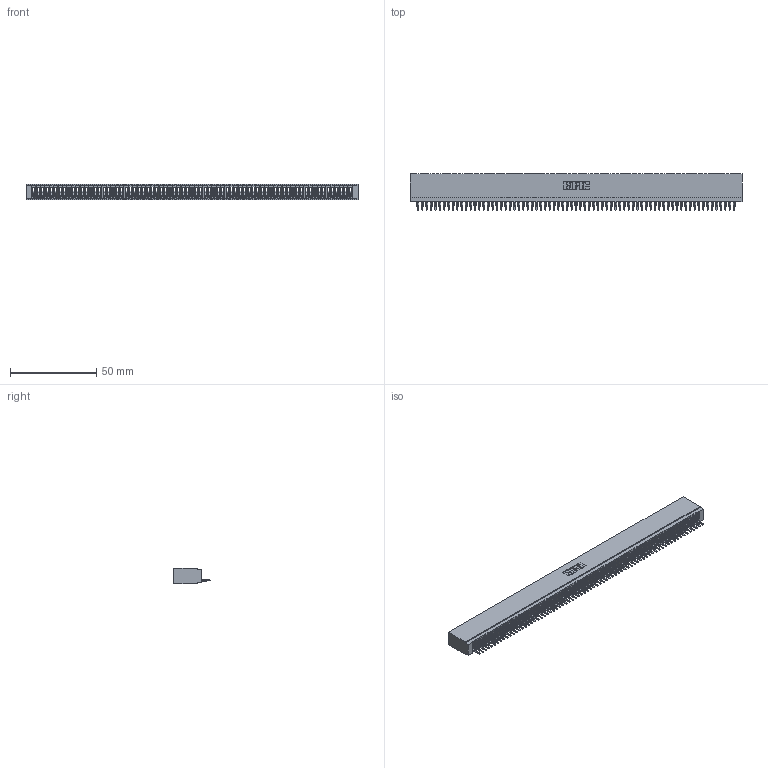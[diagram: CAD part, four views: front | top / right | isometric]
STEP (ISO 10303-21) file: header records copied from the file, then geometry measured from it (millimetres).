
FILE_DESCRIPTION (( 'STEP AP203' ), '1' );
FILE_NAME ('745-073-520-101.STEP', '2026-02-26T14:24:58', ( '' ), ( '' ), 'SwSTEP 2.0', 'SolidWorks 2023', '' );
FILE_SCHEMA (( 'CONFIG_CONTROL_DESIGN' ));
Products named in the file (3): 745-073-520-101; 745 Part_Insulator Option - 01; 745-292-001_520
Assembly tree (74 placements, depth 2):
  745-073-520-101
    745 Part_Insulator Option - 01
    745-292-001_520  x73
Bounding box: 192.02 x 21.22 x 8.89 mm (x, y, z)
Volume: 16330 mm3; surface area: 30613.2 mm2
Topology: 74 solids, 74 shells, 8271 faces, 22742 edges, 14334 vertices
Faces by surface type: plane 4946, bspline 1460, cylinder 1427, torus 438
Entity records: 116329 total; most frequent: CARTESIAN_POINT 21002, ORIENTED_EDGE 20572, DIRECTION 17798, EDGE_CURVE 10286, LINE 9666, VECTOR 9666, VERTEX_POINT 6558, AXIS2_PLACEMENT_3D 4066
